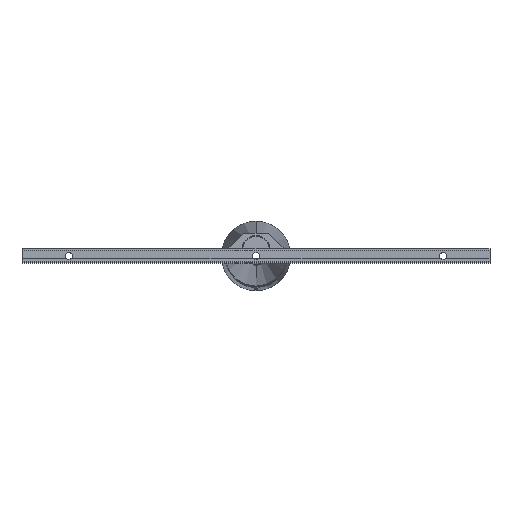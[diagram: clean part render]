
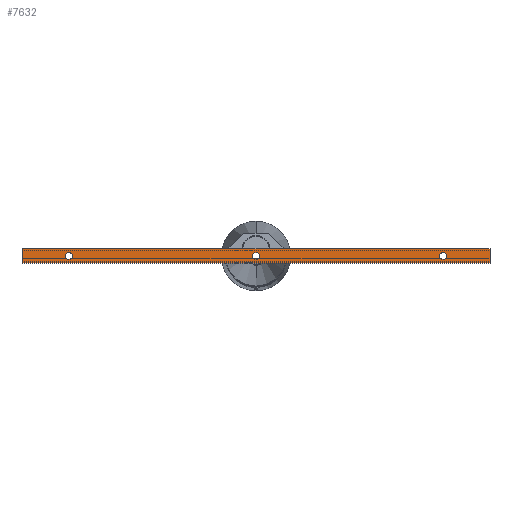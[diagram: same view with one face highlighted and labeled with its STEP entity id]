
A CAD part, top view. The second image highlights one B-rep face of the part: STEP entity #7632.
In plain terms, the highlighted face is planar.
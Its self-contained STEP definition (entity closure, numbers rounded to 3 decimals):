
#336 = DIRECTION ( 'NONE',  ( -1., 0., 0. ) ) ;
#425 = CARTESIAN_POINT ( 'NONE',  ( 45., 80., 750. ) ) ;
#434 = AXIS2_PLACEMENT_3D ( 'NONE', #6884, #6939, #1312 ) ;
#532 = DIRECTION ( 'NONE',  ( 0., 0., -1. ) ) ;
#742 = EDGE_CURVE ( 'NONE', #840, #1435, #4579, .T. ) ;
#767 = DIRECTION ( 'NONE',  ( -1., 0., 0. ) ) ;
#840 = VERTEX_POINT ( 'NONE', #4012 ) ;
#911 = CARTESIAN_POINT ( 'NONE',  ( 22.5, 80., 0. ) ) ;
#998 = DIRECTION ( 'NONE',  ( 0., 1., 0. ) ) ;
#1198 = VECTOR ( 'NONE', #767, 1000. ) ;
#1202 = CARTESIAN_POINT ( 'NONE',  ( 33.5, 80., 0. ) ) ;
#1258 = CARTESIAN_POINT ( 'NONE',  ( 33.5, 80., 600. ) ) ;
#1312 = DIRECTION ( 'NONE',  ( 1., 0., 0. ) ) ;
#1392 = AXIS2_PLACEMENT_3D ( 'NONE', #425, #3409, #8333 ) ;
#1435 = VERTEX_POINT ( 'NONE', #2867 ) ;
#1454 = ORIENTED_EDGE ( 'NONE', *, *, #4720, .F. ) ;
#1520 = AXIS2_PLACEMENT_3D ( 'NONE', #8241, #4359, #336 ) ;
#1803 = EDGE_LOOP ( 'NONE', ( #4654, #7149, #9817, #5896 ) ) ;
#1927 = FACE_BOUND ( 'NONE', #7270, .T. ) ;
#1956 = EDGE_CURVE ( 'NONE', #8195, #2115, #4806, .T. ) ;
#2064 = CARTESIAN_POINT ( 'NONE',  ( 22.5, 80., -600. ) ) ;
#2096 = CARTESIAN_POINT ( 'NONE',  ( 45., 80., -750. ) ) ;
#2115 = VERTEX_POINT ( 'NONE', #7240 ) ;
#2128 = CARTESIAN_POINT ( 'NONE',  ( 11.5, 80., 0. ) ) ;
#2431 = VERTEX_POINT ( 'NONE', #2746 ) ;
#2520 = LINE ( 'NONE', #5736, #1198 ) ;
#2565 = DIRECTION ( 'NONE',  ( 0., 1., 0. ) ) ;
#2693 = CIRCLE ( 'NONE', #6741, 11. ) ;
#2743 = EDGE_CURVE ( 'NONE', #7449, #4993, #5285, .T. ) ;
#2746 = CARTESIAN_POINT ( 'NONE',  ( 0., 80., 750. ) ) ;
#2773 = DIRECTION ( 'NONE',  ( -1., 0., 0. ) ) ;
#2867 = CARTESIAN_POINT ( 'NONE',  ( 11.5, 80., -600. ) ) ;
#3126 = CARTESIAN_POINT ( 'NONE',  ( 45., 80., -750. ) ) ;
#3210 = DIRECTION ( 'NONE',  ( -1., 0., 0. ) ) ;
#3354 = CIRCLE ( 'NONE', #6743, 11. ) ;
#3409 = DIRECTION ( 'NONE',  ( 0., -1., 0. ) ) ;
#3414 = CARTESIAN_POINT ( 'NONE',  ( 22.5, 80., 0. ) ) ;
#3615 = CARTESIAN_POINT ( 'NONE',  ( 0., 80., 750. ) ) ;
#3860 = EDGE_LOOP ( 'NONE', ( #1454, #7075 ) ) ;
#3918 = CARTESIAN_POINT ( 'NONE',  ( 11.5, 80., 600. ) ) ;
#4012 = CARTESIAN_POINT ( 'NONE',  ( 33.5, 80., -600. ) ) ;
#4149 = ORIENTED_EDGE ( 'NONE', *, *, #2743, .T. ) ;
#4359 = DIRECTION ( 'NONE',  ( 0., 1., 0. ) ) ;
#4380 = EDGE_LOOP ( 'NONE', ( #9783, #8310 ) ) ;
#4533 = ORIENTED_EDGE ( 'NONE', *, *, #6192, .T. ) ;
#4579 = CIRCLE ( 'NONE', #4924, 11. ) ;
#4654 = ORIENTED_EDGE ( 'NONE', *, *, #1956, .T. ) ;
#4720 = EDGE_CURVE ( 'NONE', #4836, #8350, #3354, .T. ) ;
#4806 = LINE ( 'NONE', #3126, #9298 ) ;
#4836 = VERTEX_POINT ( 'NONE', #2128 ) ;
#4924 = AXIS2_PLACEMENT_3D ( 'NONE', #2064, #7642, #7687 ) ;
#4993 = VERTEX_POINT ( 'NONE', #3918 ) ;
#5032 = FACE_BOUND ( 'NONE', #4380, .T. ) ;
#5036 = DIRECTION ( 'NONE',  ( 0., 0., -1. ) ) ;
#5144 = PLANE ( 'NONE',  #1392 ) ;
#5186 = EDGE_CURVE ( 'NONE', #1435, #840, #7383, .T. ) ;
#5235 = VECTOR ( 'NONE', #532, 1000. ) ;
#5285 = CIRCLE ( 'NONE', #434, 11. ) ;
#5736 = CARTESIAN_POINT ( 'NONE',  ( 45., 80., 750. ) ) ;
#5793 = CARTESIAN_POINT ( 'NONE',  ( 22.5, 80., 600. ) ) ;
#5875 = FACE_OUTER_BOUND ( 'NONE', #1803, .T. ) ;
#5896 = ORIENTED_EDGE ( 'NONE', *, *, #6720, .T. ) ;
#5928 = VECTOR ( 'NONE', #5036, 1000. ) ;
#5932 = LINE ( 'NONE', #3615, #5928 ) ;
#6192 = EDGE_CURVE ( 'NONE', #4993, #7449, #2693, .T. ) ;
#6337 = EDGE_CURVE ( 'NONE', #6719, #2431, #2520, .T. ) ;
#6719 = VERTEX_POINT ( 'NONE', #7031 ) ;
#6720 = EDGE_CURVE ( 'NONE', #6719, #8195, #9275, .T. ) ;
#6741 = AXIS2_PLACEMENT_3D ( 'NONE', #5793, #8931, #7158 ) ;
#6743 = AXIS2_PLACEMENT_3D ( 'NONE', #911, #2565, #3210 ) ;
#6884 = CARTESIAN_POINT ( 'NONE',  ( 22.5, 80., 600. ) ) ;
#6937 = AXIS2_PLACEMENT_3D ( 'NONE', #3414, #998, #2773 ) ;
#6939 = DIRECTION ( 'NONE',  ( 0., -1., 0. ) ) ;
#7031 = CARTESIAN_POINT ( 'NONE',  ( 45., 80., 750. ) ) ;
#7075 = ORIENTED_EDGE ( 'NONE', *, *, #8372, .F. ) ;
#7149 = ORIENTED_EDGE ( 'NONE', *, *, #8366, .F. ) ;
#7158 = DIRECTION ( 'NONE',  ( 1., 0., 0. ) ) ;
#7240 = CARTESIAN_POINT ( 'NONE',  ( 0., 80., -750. ) ) ;
#7270 = EDGE_LOOP ( 'NONE', ( #4533, #4149 ) ) ;
#7383 = CIRCLE ( 'NONE', #1520, 11. ) ;
#7449 = VERTEX_POINT ( 'NONE', #1258 ) ;
#7501 = FACE_BOUND ( 'NONE', #3860, .T. ) ;
#7632 = ADVANCED_FACE ( 'NONE', ( #7501, #5032, #5875, #1927 ), #5144, .F. ) ;
#7642 = DIRECTION ( 'NONE',  ( 0., 1., 0. ) ) ;
#7687 = DIRECTION ( 'NONE',  ( -1., 0., 0. ) ) ;
#7707 = CARTESIAN_POINT ( 'NONE',  ( 45., 80., 750. ) ) ;
#8195 = VERTEX_POINT ( 'NONE', #2096 ) ;
#8241 = CARTESIAN_POINT ( 'NONE',  ( 22.5, 80., -600. ) ) ;
#8258 = CIRCLE ( 'NONE', #6937, 11. ) ;
#8310 = ORIENTED_EDGE ( 'NONE', *, *, #742, .F. ) ;
#8333 = DIRECTION ( 'NONE',  ( 1., 0., 0. ) ) ;
#8350 = VERTEX_POINT ( 'NONE', #1202 ) ;
#8366 = EDGE_CURVE ( 'NONE', #2431, #2115, #5932, .T. ) ;
#8372 = EDGE_CURVE ( 'NONE', #8350, #4836, #8258, .T. ) ;
#8931 = DIRECTION ( 'NONE',  ( 0., -1., 0. ) ) ;
#9275 = LINE ( 'NONE', #7707, #5235 ) ;
#9298 = VECTOR ( 'NONE', #10195, 1000. ) ;
#9783 = ORIENTED_EDGE ( 'NONE', *, *, #5186, .F. ) ;
#9817 = ORIENTED_EDGE ( 'NONE', *, *, #6337, .F. ) ;
#10195 = DIRECTION ( 'NONE',  ( -1., 0., 0. ) ) ;
